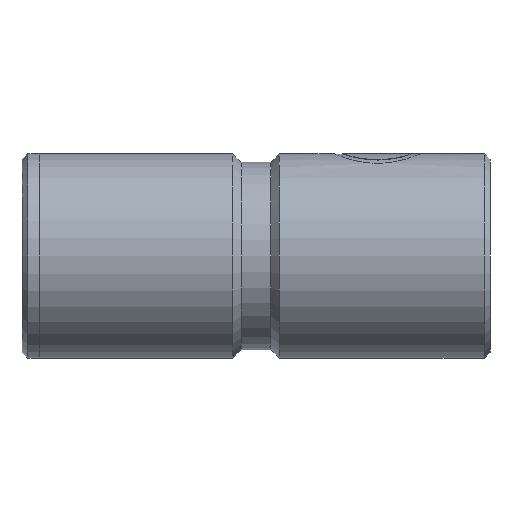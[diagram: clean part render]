
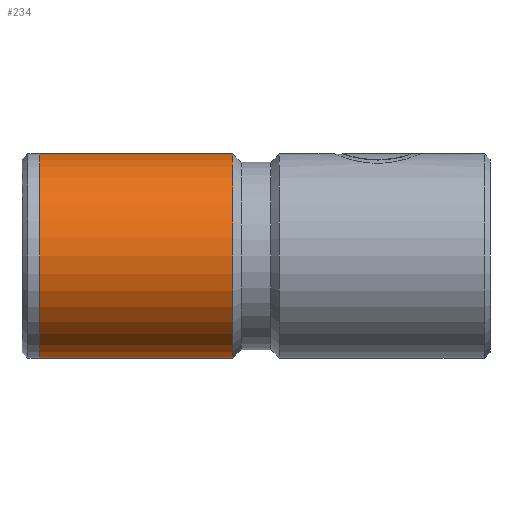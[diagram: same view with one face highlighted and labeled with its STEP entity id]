
A CAD part, left-side view. The second image highlights one B-rep face of the part: STEP entity #234.
In plain terms, the highlighted cylindrical face has radius 17.5 mm (diameter 35 mm), a partial arc.
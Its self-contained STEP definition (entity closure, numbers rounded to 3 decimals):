
#1 = VECTOR ( 'NONE', #1533, 1000. ) ;
#82 = ORIENTED_EDGE ( 'NONE', *, *, #244, .T. ) ;
#129 = AXIS2_PLACEMENT_3D ( 'NONE', #1598, #771, #1731 ) ;
#159 = EDGE_CURVE ( 'NONE', #1525, #1620, #411, .T. ) ;
#234 = ADVANCED_FACE ( 'NONE', ( #1518 ), #1119, .T. ) ;
#244 = EDGE_CURVE ( 'NONE', #550, #1620, #1495, .T. ) ;
#255 = VERTEX_POINT ( 'NONE', #1046 ) ;
#282 = EDGE_LOOP ( 'NONE', ( #773, #979, #82, #669 ) ) ;
#307 = DIRECTION ( 'NONE',  ( 0., -1., 0. ) ) ;
#338 = CARTESIAN_POINT ( 'NONE',  ( 0., 44., 17.5 ) ) ;
#411 = CIRCLE ( 'NONE', #129, 17.5 ) ;
#550 = VERTEX_POINT ( 'NONE', #869 ) ;
#587 = AXIS2_PLACEMENT_3D ( 'NONE', #1060, #1342, #919 ) ;
#669 = ORIENTED_EDGE ( 'NONE', *, *, #159, .F. ) ;
#771 = DIRECTION ( 'NONE',  ( 0., -1., 0. ) ) ;
#773 = ORIENTED_EDGE ( 'NONE', *, *, #1646, .F. ) ;
#804 = VECTOR ( 'NONE', #1580, 1000. ) ;
#869 = CARTESIAN_POINT ( 'NONE',  ( 0., 77., -17.5 ) ) ;
#919 = DIRECTION ( 'NONE',  ( 0., 0., -1. ) ) ;
#979 = ORIENTED_EDGE ( 'NONE', *, *, #1326, .T. ) ;
#1046 = CARTESIAN_POINT ( 'NONE',  ( 0., 77., 17.5 ) ) ;
#1057 = CARTESIAN_POINT ( 'NONE',  ( 0., 44., -17.5 ) ) ;
#1060 = CARTESIAN_POINT ( 'NONE',  ( 0., 0., 0. ) ) ;
#1068 = CARTESIAN_POINT ( 'NONE',  ( 0., 0., -17.5 ) ) ;
#1075 = AXIS2_PLACEMENT_3D ( 'NONE', #1136, #307, #1276 ) ;
#1119 = CYLINDRICAL_SURFACE ( 'NONE', #587, 17.5 ) ;
#1136 = CARTESIAN_POINT ( 'NONE',  ( 0., 77., 0. ) ) ;
#1276 = DIRECTION ( 'NONE',  ( 0., 0., -1. ) ) ;
#1326 = EDGE_CURVE ( 'NONE', #255, #550, #1766, .T. ) ;
#1342 = DIRECTION ( 'NONE',  ( 0., -1., 0. ) ) ;
#1400 = CARTESIAN_POINT ( 'NONE',  ( 0., 0., 17.5 ) ) ;
#1430 = LINE ( 'NONE', #1400, #1 ) ;
#1495 = LINE ( 'NONE', #1068, #804 ) ;
#1518 = FACE_OUTER_BOUND ( 'NONE', #282, .T. ) ;
#1525 = VERTEX_POINT ( 'NONE', #338 ) ;
#1533 = DIRECTION ( 'NONE',  ( 0., -1., 0. ) ) ;
#1580 = DIRECTION ( 'NONE',  ( 0., -1., 0. ) ) ;
#1598 = CARTESIAN_POINT ( 'NONE',  ( 0., 44., 0. ) ) ;
#1620 = VERTEX_POINT ( 'NONE', #1057 ) ;
#1646 = EDGE_CURVE ( 'NONE', #255, #1525, #1430, .T. ) ;
#1731 = DIRECTION ( 'NONE',  ( 0., 0., -1. ) ) ;
#1766 = CIRCLE ( 'NONE', #1075, 17.5 ) ;
